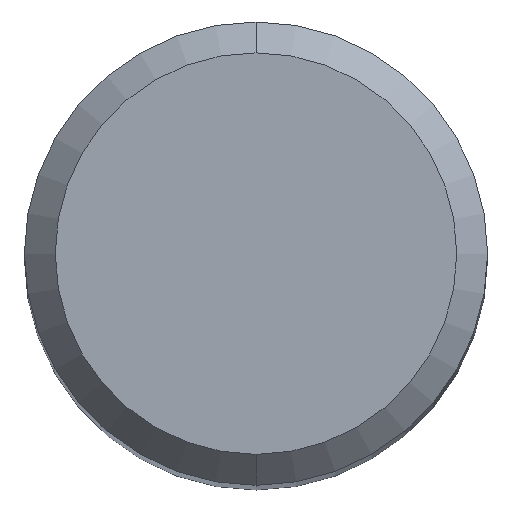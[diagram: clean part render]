
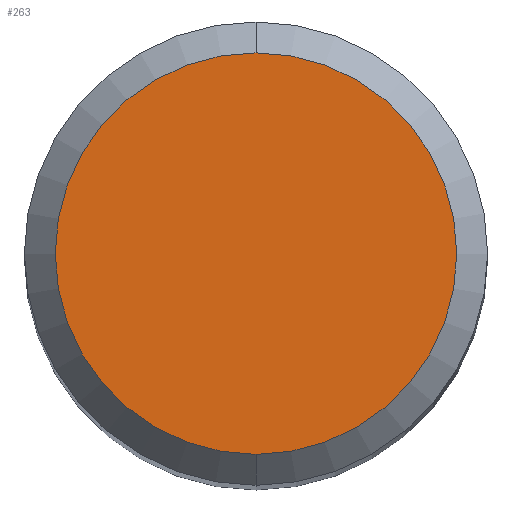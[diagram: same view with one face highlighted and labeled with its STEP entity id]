
A CAD part, top view. The second image highlights one B-rep face of the part: STEP entity #263.
In plain terms, the highlighted planar face has unit normal (0, 0, 1).
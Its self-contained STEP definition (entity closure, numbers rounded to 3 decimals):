
#263=ADVANCED_FACE('',(#562),#563,.T.);
#343=VERTEX_POINT('',#650);
#351=VERTEX_POINT('',#658);
#385=EDGE_CURVE('',#351,#343,#696,.T.);
#403=EDGE_CURVE('',#343,#351,#717,.T.);
#562=FACE_OUTER_BOUND('',#1005,.T.);
#563=PLANE('',#1006);
#650=CARTESIAN_POINT('',(0.,-2.6,0.0));
#658=CARTESIAN_POINT('',(0.0,2.6,0.0));
#696=CIRCLE('',#1301,2.6);
#717=CIRCLE('',#1331,2.6);
#1005=EDGE_LOOP('',(#1469,#1470));
#1006=AXIS2_PLACEMENT_3D('',#1471,#1472,#1473);
#1301=AXIS2_PLACEMENT_3D('',#1616,#1617,#1618);
#1331=AXIS2_PLACEMENT_3D('',#1656,#1657,#1658);
#1469=ORIENTED_EDGE('',*,*,#385,.F.);
#1470=ORIENTED_EDGE('',*,*,#403,.F.);
#1471=CARTESIAN_POINT('',(0.0,1.3,0.0));
#1472=DIRECTION('',(-0.0,0.0,1.0));
#1473=DIRECTION('',(0.0,-1.0,0.0));
#1616=CARTESIAN_POINT('',(0.0,0.0,0.0));
#1617=DIRECTION('',(0.0,0.0,-1.0));
#1618=DIRECTION('',(0.0,1.0,0.0));
#1656=CARTESIAN_POINT('',(0.0,0.0,0.0));
#1657=DIRECTION('',(0.0,0.0,-1.0));
#1658=DIRECTION('',(0.0,1.0,0.0));
